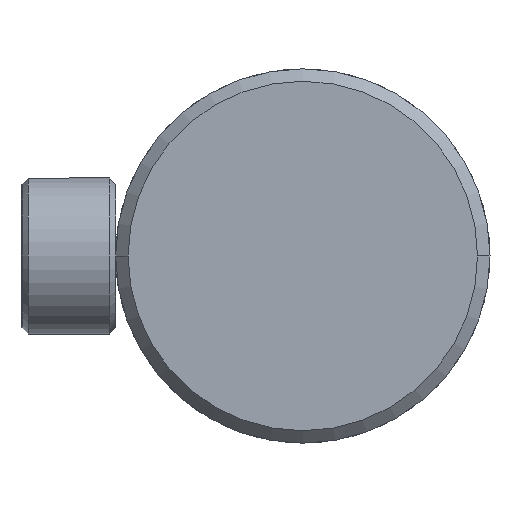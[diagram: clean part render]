
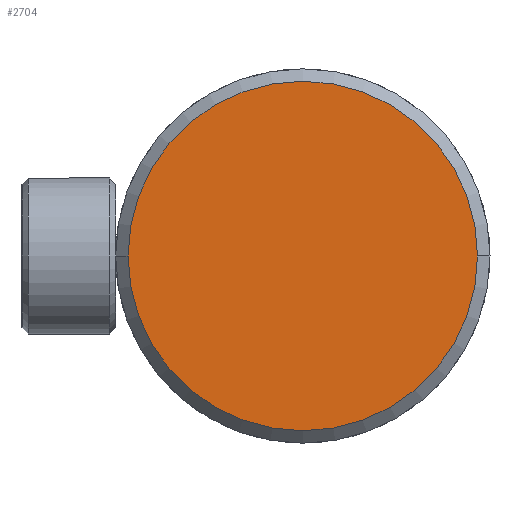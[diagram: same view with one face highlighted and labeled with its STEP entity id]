
A CAD part, left-side view. The second image highlights one B-rep face of the part: STEP entity #2704.
In plain terms, the highlighted planar face has unit normal (-1, 0, 0).
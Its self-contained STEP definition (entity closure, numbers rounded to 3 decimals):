
#67 = AXIS2_PLACEMENT_3D ( 'NONE', #2971, #1217, #2730 ) ;
#268 = DIRECTION ( 'NONE',  ( 0., -1., 0. ) ) ;
#372 = VERTEX_POINT ( 'NONE', #2330 ) ;
#416 = FACE_OUTER_BOUND ( 'NONE', #1039, .T. ) ;
#804 = DIRECTION ( 'NONE',  ( 0., -1., 0. ) ) ;
#1039 = EDGE_LOOP ( 'NONE', ( #2760, #3084 ) ) ;
#1090 = PLANE ( 'NONE',  #2208 ) ;
#1176 = EDGE_CURVE ( 'NONE', #2949, #372, #1500, .T. ) ;
#1217 = DIRECTION ( 'NONE',  ( -1., 0., 0. ) ) ;
#1500 = CIRCLE ( 'NONE', #67, 28. ) ;
#1524 = CARTESIAN_POINT ( 'NONE',  ( -13., 0., 0. ) ) ;
#1716 = EDGE_CURVE ( 'NONE', #372, #2949, #2187, .T. ) ;
#1788 = DIRECTION ( 'NONE',  ( -1., 0., 0. ) ) ;
#2187 = CIRCLE ( 'NONE', #2528, 28. ) ;
#2208 = AXIS2_PLACEMENT_3D ( 'NONE', #2830, #2574, #804 ) ;
#2330 = CARTESIAN_POINT ( 'NONE',  ( -13., -28., 0. ) ) ;
#2528 = AXIS2_PLACEMENT_3D ( 'NONE', #1524, #1788, #268 ) ;
#2574 = DIRECTION ( 'NONE',  ( -1., 0., 0. ) ) ;
#2704 = ADVANCED_FACE ( 'NONE', ( #416 ), #1090, .T. ) ;
#2707 = CARTESIAN_POINT ( 'NONE',  ( -13., 28., 0. ) ) ;
#2730 = DIRECTION ( 'NONE',  ( 0., -1., 0. ) ) ;
#2760 = ORIENTED_EDGE ( 'NONE', *, *, #1176, .T. ) ;
#2830 = CARTESIAN_POINT ( 'NONE',  ( -13., 0., 0. ) ) ;
#2949 = VERTEX_POINT ( 'NONE', #2707 ) ;
#2971 = CARTESIAN_POINT ( 'NONE',  ( -13., 0., 0. ) ) ;
#3084 = ORIENTED_EDGE ( 'NONE', *, *, #1716, .T. ) ;
